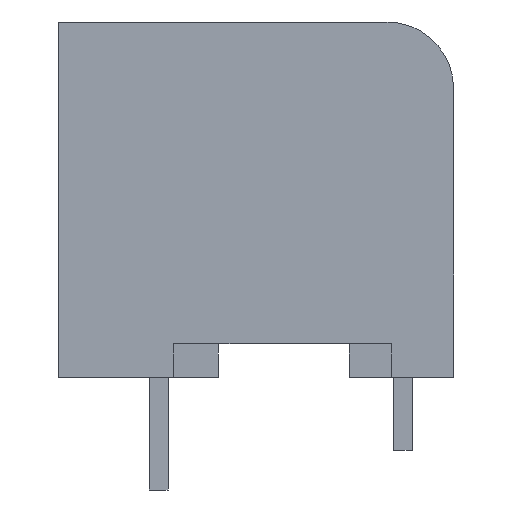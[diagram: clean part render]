
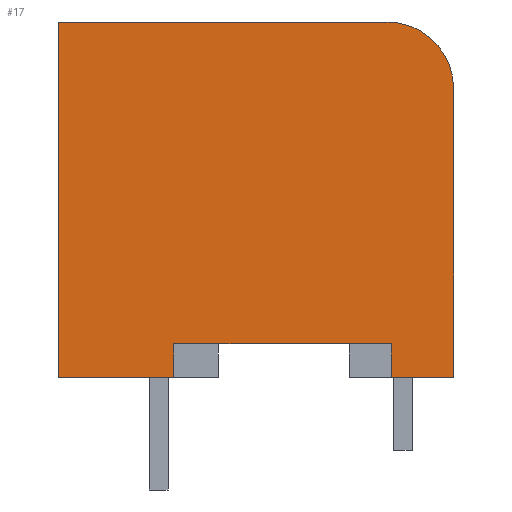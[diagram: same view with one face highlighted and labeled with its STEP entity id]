
A CAD part, left-side view. The second image highlights one B-rep face of the part: STEP entity #17.
In plain terms, the highlighted planar face has unit normal (-1, 0, 0).
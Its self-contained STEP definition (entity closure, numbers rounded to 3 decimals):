
#17 = ADVANCED_FACE('',(#18),#93,.F.);
#18 = FACE_BOUND('',#19,.F.);
#19 = EDGE_LOOP('',(#20,#31,#39,#47,#55,#63,#71,#79,#87));
#20 = ORIENTED_EDGE('',*,*,#21,.F.);
#21 = EDGE_CURVE('',#22,#24,#26,.T.);
#22 = VERTEX_POINT('',#23);
#23 = CARTESIAN_POINT('',(-5.6,-2.3,13.));
#24 = VERTEX_POINT('',#25);
#25 = CARTESIAN_POINT('',(-5.6,0.7,16.));
#26 = CIRCLE('',#27,3.);
#27 = AXIS2_PLACEMENT_3D('',#28,#29,#30);
#28 = CARTESIAN_POINT('',(-5.6,0.7,13.));
#29 = DIRECTION('',(-1.,0.,0.));
#30 = DIRECTION('',(0.,0.,1.));
#31 = ORIENTED_EDGE('',*,*,#32,.F.);
#32 = EDGE_CURVE('',#33,#22,#35,.T.);
#33 = VERTEX_POINT('',#34);
#34 = CARTESIAN_POINT('',(-5.6,-2.3,0.));
#35 = LINE('',#36,#37);
#36 = CARTESIAN_POINT('',(-5.6,-2.3,0.));
#37 = VECTOR('',#38,1.);
#38 = DIRECTION('',(0.,0.,1.));
#39 = ORIENTED_EDGE('',*,*,#40,.T.);
#40 = EDGE_CURVE('',#33,#41,#43,.T.);
#41 = VERTEX_POINT('',#42);
#42 = CARTESIAN_POINT('',(-5.6,0.5,0.));
#43 = LINE('',#44,#45);
#44 = CARTESIAN_POINT('',(-5.6,-2.3,0.));
#45 = VECTOR('',#46,1.);
#46 = DIRECTION('',(0.,1.,0.));
#47 = ORIENTED_EDGE('',*,*,#48,.T.);
#48 = EDGE_CURVE('',#41,#49,#51,.T.);
#49 = VERTEX_POINT('',#50);
#50 = CARTESIAN_POINT('',(-5.6,0.5,1.5));
#51 = LINE('',#52,#53);
#52 = CARTESIAN_POINT('',(-5.6,0.5,0.));
#53 = VECTOR('',#54,1.);
#54 = DIRECTION('',(0.,0.,1.));
#55 = ORIENTED_EDGE('',*,*,#56,.F.);
#56 = EDGE_CURVE('',#57,#49,#59,.T.);
#57 = VERTEX_POINT('',#58);
#58 = CARTESIAN_POINT('',(-5.6,10.3,1.5));
#59 = LINE('',#60,#61);
#60 = CARTESIAN_POINT('',(-5.6,2.241,1.5));
#61 = VECTOR('',#62,1.);
#62 = DIRECTION('',(0.,-1.,0.));
#63 = ORIENTED_EDGE('',*,*,#64,.T.);
#64 = EDGE_CURVE('',#57,#65,#67,.T.);
#65 = VERTEX_POINT('',#66);
#66 = CARTESIAN_POINT('',(-5.6,10.3,0.));
#67 = LINE('',#68,#69);
#68 = CARTESIAN_POINT('',(-5.6,10.3,0.));
#69 = VECTOR('',#70,1.);
#70 = DIRECTION('',(0.,0.,-1.));
#71 = ORIENTED_EDGE('',*,*,#72,.T.);
#72 = EDGE_CURVE('',#65,#73,#75,.T.);
#73 = VERTEX_POINT('',#74);
#74 = CARTESIAN_POINT('',(-5.6,15.5,0.));
#75 = LINE('',#76,#77);
#76 = CARTESIAN_POINT('',(-5.6,-2.3,0.));
#77 = VECTOR('',#78,1.);
#78 = DIRECTION('',(0.,1.,0.));
#79 = ORIENTED_EDGE('',*,*,#80,.T.);
#80 = EDGE_CURVE('',#73,#81,#83,.T.);
#81 = VERTEX_POINT('',#82);
#82 = CARTESIAN_POINT('',(-5.6,15.5,16.));
#83 = LINE('',#84,#85);
#84 = CARTESIAN_POINT('',(-5.6,15.5,0.));
#85 = VECTOR('',#86,1.);
#86 = DIRECTION('',(0.,0.,1.));
#87 = ORIENTED_EDGE('',*,*,#88,.F.);
#88 = EDGE_CURVE('',#24,#81,#89,.T.);
#89 = LINE('',#90,#91);
#90 = CARTESIAN_POINT('',(-5.6,-2.3,16.));
#91 = VECTOR('',#92,1.);
#92 = DIRECTION('',(0.,1.,0.));
#93 = PLANE('',#94);
#94 = AXIS2_PLACEMENT_3D('',#95,#96,#97);
#95 = CARTESIAN_POINT('',(-5.6,-2.3,0.));
#96 = DIRECTION('',(1.,0.,0.));
#97 = DIRECTION('',(0.,0.,1.));
